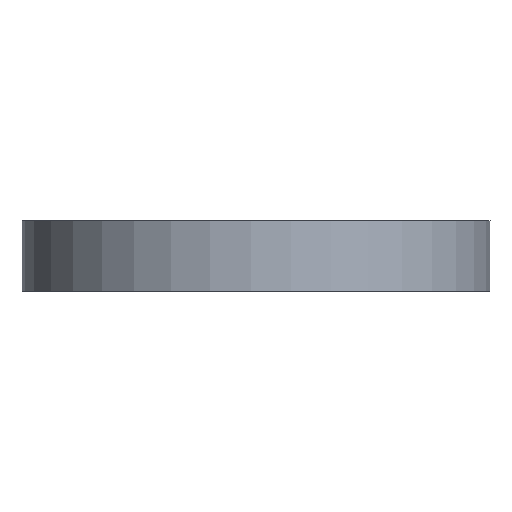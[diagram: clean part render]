
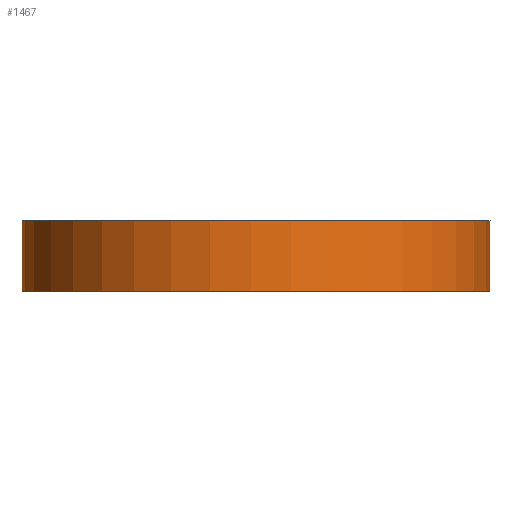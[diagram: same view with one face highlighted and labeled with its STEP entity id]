
A CAD part, front view. The second image highlights one B-rep face of the part: STEP entity #1467.
In plain terms, the highlighted cylindrical face has radius 24 mm (diameter 48 mm), a full revolution.
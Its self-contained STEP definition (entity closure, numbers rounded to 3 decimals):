
#52=CARTESIAN_POINT('',(-118.03,-234.159,20.29));
#53=VERTEX_POINT('',#52);
#54=CARTESIAN_POINT('',(-84.16,-231.969,20.29));
#55=VERTEX_POINT('',#54);
#56=CARTESIAN_POINT('',(-100.,-249.999,20.29));
#57=DIRECTION('',(-0.,0.,-1.));
#58=DIRECTION('',(-0.751,0.66,0.));
#59=AXIS2_PLACEMENT_3D('',#56,#57,#58);
#60=CIRCLE('',#59,24.);
#61=EDGE_CURVE('',#53,#55,#60,.T.);
#63=CARTESIAN_POINT('',(-100.,-249.999,20.29));
#64=DIRECTION('',(-0.,0.,-1.));
#65=DIRECTION('',(-0.751,0.66,0.));
#66=AXIS2_PLACEMENT_3D('',#63,#64,#65);
#67=CIRCLE('',#66,24.);
#68=EDGE_CURVE('',#55,#53,#67,.T.);
#304=CARTESIAN_POINT('',(-84.16,-231.969,27.5));
#305=VERTEX_POINT('',#304);
#306=CARTESIAN_POINT('',(-100.,-249.999,27.5));
#307=DIRECTION('',(0.,-0.,1.));
#308=DIRECTION('',(0.66,0.751,0.));
#309=AXIS2_PLACEMENT_3D('',#306,#307,#308);
#310=CIRCLE('',#309,24.);
#311=EDGE_CURVE('',#305,#305,#310,.T.);
#1450=CARTESIAN_POINT('',(-100.,-249.999,12.5));
#1451=DIRECTION('',(0.,-0.,1.));
#1452=DIRECTION('',(0.66,0.751,0.));
#1453=AXIS2_PLACEMENT_3D('',#1450,#1451,#1452);
#1454=CYLINDRICAL_SURFACE('',#1453,24.);
#1455=CARTESIAN_POINT('',(-84.16,-231.969,27.5));
#1456=DIRECTION('',(-0.,-0.,-1.));
#1457=VECTOR('',#1456,7.21);
#1458=LINE('',#1455,#1457);
#1459=EDGE_CURVE('',#305,#55,#1458,.T.);
#1460=ORIENTED_EDGE('',*,*,#1459,.T.);
#1461=ORIENTED_EDGE('',*,*,#61,.F.);
#1462=ORIENTED_EDGE('',*,*,#68,.F.);
#1463=ORIENTED_EDGE('',*,*,#1459,.F.);
#1464=ORIENTED_EDGE('',*,*,#311,.F.);
#1465=EDGE_LOOP('',(#1460,#1461,#1462,#1463,#1464));
#1466=FACE_BOUND('',#1465,.T.);
#1467=ADVANCED_FACE('',(#1466),#1454,.T.);
